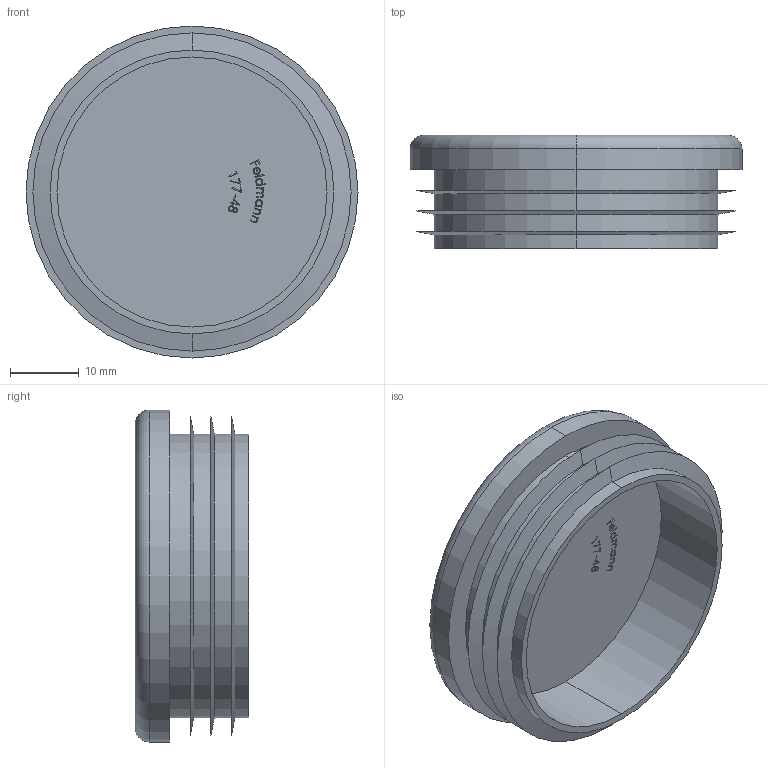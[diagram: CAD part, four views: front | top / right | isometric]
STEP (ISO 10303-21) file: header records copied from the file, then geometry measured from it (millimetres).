
FILE_DESCRIPTION (( 'STEP AP203' ), '1' );
FILE_NAME ('177-48.step', '2015-09-17T14:51:04', ( '' ), ( '' ), 'SwSTEP 2.0', 'SolidWorks 2015', '' );
FILE_SCHEMA (( 'CONFIG_CONTROL_DESIGN' ));
Length unit declared in the file: millimetre
Products named in the file (1): 177-48
Bounding box: 48.3 x 16.5 x 48.3 mm (x, y, z)
Volume: 10740.2 mm3; surface area: 9129.9 mm2
Topology: 1 solids, 1 shells, 201 faces, 514 edges, 340 vertices
Faces by surface type: plane 116, bspline 65, cylinder 12, cone 6, torus 2
Entity records: 9321 total; most frequent: CARTESIAN_POINT 4777, ORIENTED_EDGE 1028, DIRECTION 692, EDGE_CURVE 514, LINE 350, VECTOR 350, VERTEX_POINT 340, EDGE_LOOP 226
